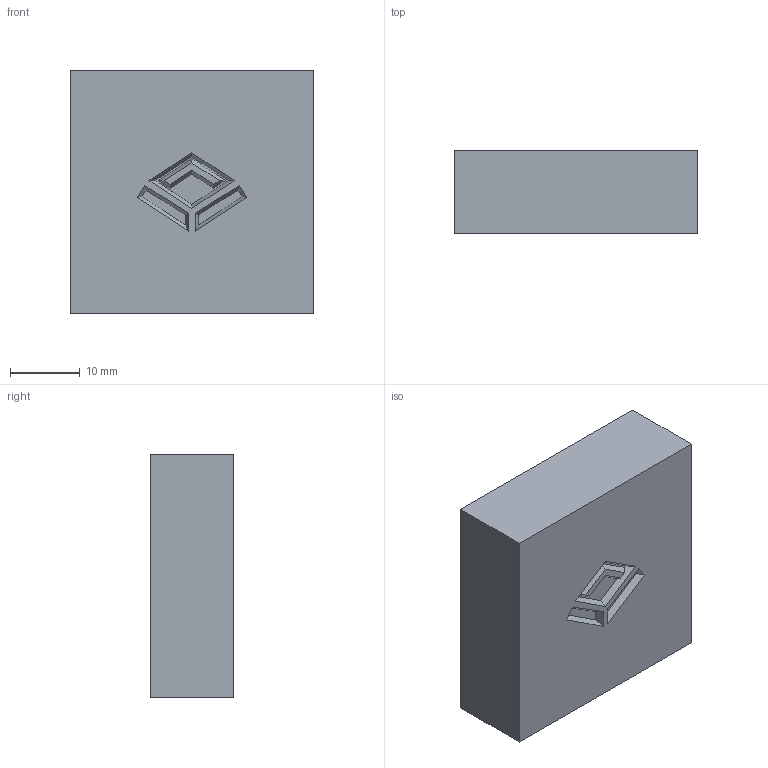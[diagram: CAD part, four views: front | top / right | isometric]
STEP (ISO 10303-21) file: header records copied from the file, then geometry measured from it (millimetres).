
FILE_DESCRIPTION (( 'STEP AP203' ), '1' );
FILE_NAME ('TAMPON pyctogramme 2020 - STEP AP203.STEP', '2020-09-24T17:09:09', ( 'chignard' ), ( '' ), 'SwSTEP 2.0', 'SolidWorks 2012', '' );
FILE_SCHEMA (( 'CONFIG_CONTROL_DESIGN' ));
Length unit declared in the file: millimetre
Products named in the file (1): TAMPON pyctogramme 2020 - STEP AP203
Bounding box: 35 x 12 x 35 mm (x, y, z)
Volume: 14595.6 mm3; surface area: 4222.3 mm2
Topology: 1 solids, 1 shells, 31 faces, 72 edges, 48 vertices
Faces by surface type: plane 29, cylinder 2
Entity records: 947 total; most frequent: CARTESIAN_POINT 152, ORIENTED_EDGE 144, DIRECTION 140, EDGE_CURVE 72, LINE 68, VECTOR 68, VERTEX_POINT 48, AXIS2_PLACEMENT_3D 36
